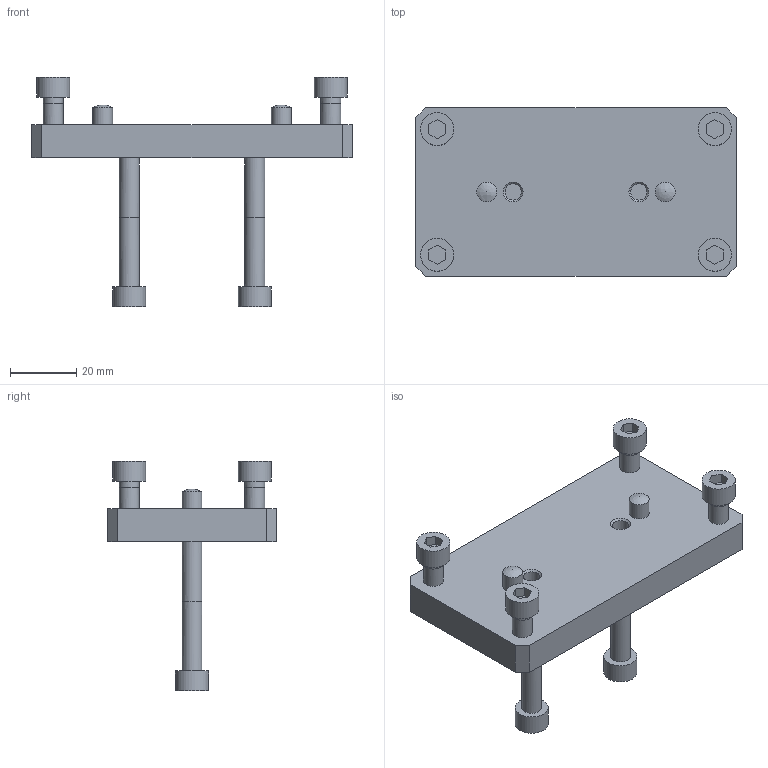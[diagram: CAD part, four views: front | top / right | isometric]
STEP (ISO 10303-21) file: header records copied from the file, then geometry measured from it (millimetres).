
FILE_DESCRIPTION( ( 'STEP AP214' ), '1' );
FILE_NAME( '5130214.step', '2007-06-11T08:38:56', ( ' ' ), ( ' ' ), 'XStep 1.0', ' ', ' ' );
FILE_SCHEMA( ( 'automotive_design' ) );
Length unit declared in the file: metre
Products named in the file (1): 1
Bounding box: 97 x 51 x 69.4 mm (x, y, z)
Volume: 54845.3 mm3; surface area: 17420.4 mm2
Topology: 1 solids, 1 shells, 110 faces, 246 edges, 164 vertices
Faces by surface type: plane 72, cylinder 28, cone 8, bspline 2
Full cylindrical faces by diameter (mm): 4.918 x6, 6 x16, 10 x6
Entity records: 3826 total; most frequent: CARTESIAN_POINT 701, DIRECTION 454, ORIENTED_EDGE 380, EDGE_CURVE 190, EDGE_LOOP 174, AXIS2_PLACEMENT_3D 161, VERTEX_POINT 148, FACE_OUTER_BOUND 138
